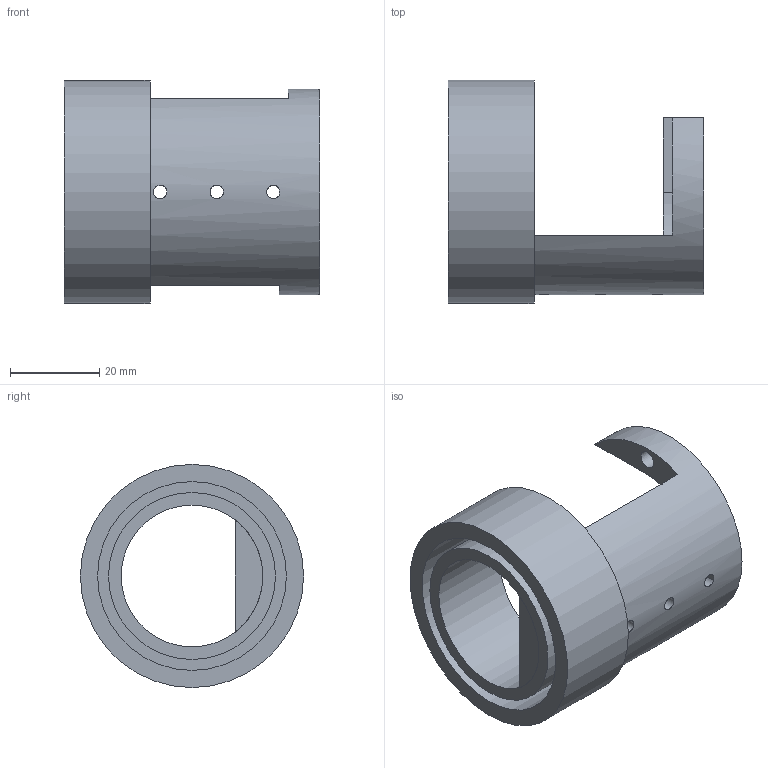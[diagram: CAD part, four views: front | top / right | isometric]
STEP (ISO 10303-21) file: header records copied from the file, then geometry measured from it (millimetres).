
FILE_DESCRIPTION(/* description */ (''),/* implementation_level */ '2;1');
FILE_NAME(/* name */ 'liion-endcap-small.step',/* time_stamp */ '2024-06-04T13:11:02+10:00',/* author */ (''),/* organization */ (''),/* preprocessor_version */ 'ST-DEVELOPER v20',/* originating_system */ 'Autodesk Translation Framework v12.20.1.177',/* authorisation */ '');
FILE_SCHEMA (('AUTOMOTIVE_DESIGN { 1 0 10303 214 3 1 1 }'));
Length unit declared in the file: millimetre
Products named in the file (4): liion-endcap; liion-endcap_1; pvc-connector; main-body
Assembly tree (3 placements, depth 3):
  liion-endcap
    liion-endcap_1
      pvc-connector
      main-body
Bounding box: 57.2 x 50 x 50 mm (x, y, z)
Volume: 36674.6 mm3; surface area: 18636.3 mm2
Topology: 2 solids, 2 shells, 29 faces, 73 edges, 50 vertices
Faces by surface type: cylinder 15, plane 14
Full cylindrical faces by diameter (mm): 3 x4, 4 x2, 31.75 x1, 37.4 x1, 42.3 x1, 50 x1
Entity records: 1142 total; most frequent: CARTESIAN_POINT 301, DIRECTION 163, ORIENTED_EDGE 146, EDGE_CURVE 73, AXIS2_PLACEMENT_3D 64, VERTEX_POINT 50, EDGE_LOOP 45, LINE 35
